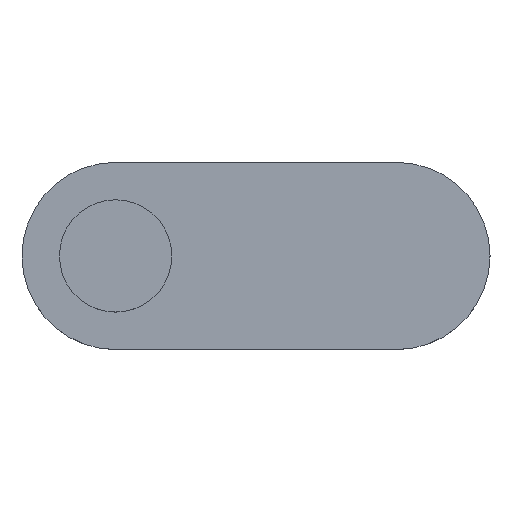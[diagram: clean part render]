
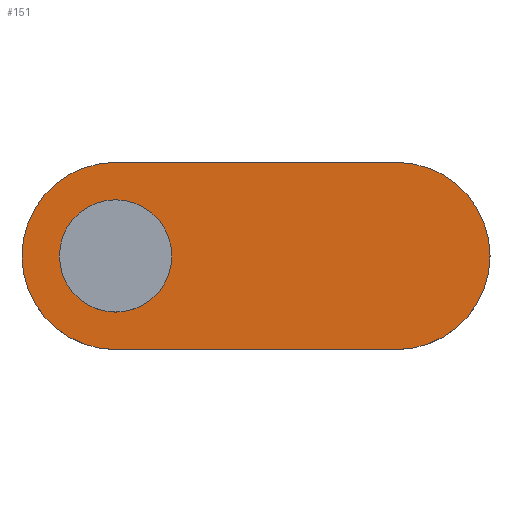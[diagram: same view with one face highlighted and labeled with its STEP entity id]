
A CAD part, top view. The second image highlights one B-rep face of the part: STEP entity #151.
In plain terms, the highlighted planar face has unit normal (0, 0, 1).
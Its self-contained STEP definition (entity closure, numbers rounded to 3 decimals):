
#15=FACE_BOUND('',#42,.T.);
#21=PLANE('',#183);
#31=FACE_OUTER_BOUND('',#41,.T.);
#41=EDGE_LOOP('',(#129,#130,#131,#132));
#42=EDGE_LOOP('',(#133));
#51=LINE('',#262,#61);
#53=LINE('',#267,#63);
#61=VECTOR('',#217,10.);
#63=VECTOR('',#221,10.);
#66=CIRCLE('',#169,25.);
#70=CIRCLE('',#175,15.);
#72=CIRCLE('',#182,25.);
#75=VERTEX_POINT('',#238);
#76=VERTEX_POINT('',#240);
#80=VERTEX_POINT('',#252);
#82=VERTEX_POINT('',#260);
#84=VERTEX_POINT('',#266);
#87=EDGE_CURVE('',#76,#75,#66,.T.);
#94=EDGE_CURVE('',#80,#80,#70,.T.);
#97=EDGE_CURVE('',#75,#82,#51,.T.);
#99=EDGE_CURVE('',#84,#76,#53,.T.);
#102=EDGE_CURVE('',#82,#84,#72,.T.);
#129=ORIENTED_EDGE('',*,*,#102,.T.);
#130=ORIENTED_EDGE('',*,*,#99,.T.);
#131=ORIENTED_EDGE('',*,*,#87,.T.);
#132=ORIENTED_EDGE('',*,*,#97,.T.);
#133=ORIENTED_EDGE('',*,*,#94,.T.);
#151=ADVANCED_FACE('',(#31,#15),#21,.T.);
#169=AXIS2_PLACEMENT_3D('',#241,#192,#193);
#175=AXIS2_PLACEMENT_3D('',#254,#207,#208);
#182=AXIS2_PLACEMENT_3D('',#271,#227,#228);
#183=AXIS2_PLACEMENT_3D('',#272,#229,#230);
#192=DIRECTION('center_axis',(0.,0.,1.));
#193=DIRECTION('ref_axis',(0.,-1.,0.));
#207=DIRECTION('center_axis',(0.,0.,-1.));
#208=DIRECTION('ref_axis',(1.,0.,0.));
#217=DIRECTION('',(-1.,0.,0.));
#221=DIRECTION('',(1.,0.,0.));
#227=DIRECTION('center_axis',(0.,0.,1.));
#228=DIRECTION('ref_axis',(0.,1.,0.));
#229=DIRECTION('center_axis',(0.,0.,1.));
#230=DIRECTION('ref_axis',(1.,0.,0.));
#238=CARTESIAN_POINT('',(75.,25.,10.));
#240=CARTESIAN_POINT('',(75.,-25.,10.));
#241=CARTESIAN_POINT('Origin',(75.,0.,10.));
#252=CARTESIAN_POINT('',(-15.,0.,10.));
#254=CARTESIAN_POINT('Origin',(0.,0.,10.));
#260=CARTESIAN_POINT('',(0.,25.,10.));
#262=CARTESIAN_POINT('',(50.,25.,10.));
#266=CARTESIAN_POINT('',(0.,-25.,10.));
#267=CARTESIAN_POINT('',(50.,-25.,10.));
#271=CARTESIAN_POINT('Origin',(0.,0.,10.));
#272=CARTESIAN_POINT('Origin',(12.5,0.,10.));
